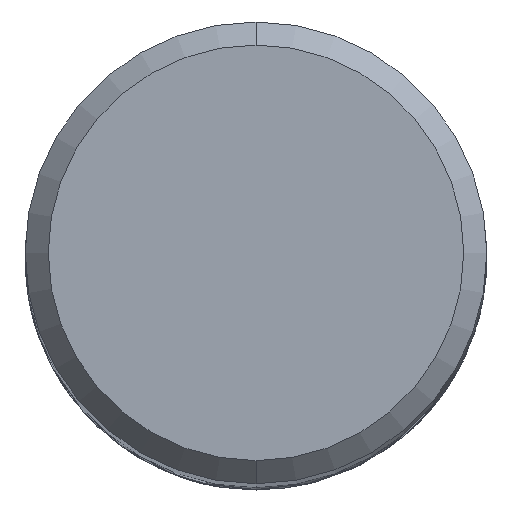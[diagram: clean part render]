
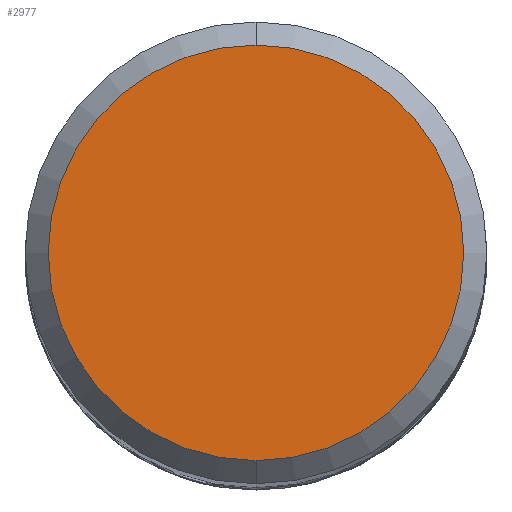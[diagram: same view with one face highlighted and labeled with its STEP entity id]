
A CAD part, top view. The second image highlights one B-rep face of the part: STEP entity #2977.
In plain terms, the highlighted planar face has unit normal (0, 0, 1).
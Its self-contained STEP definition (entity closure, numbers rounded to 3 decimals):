
#1329=EDGE_CURVE('',#2525,#1437,#3360,.T.);
#1437=VERTEX_POINT('',#3477);
#1759=EDGE_CURVE('',#1437,#2525,#3827,.T.);
#2525=VERTEX_POINT('',#4659);
#2977=ADVANCED_FACE('',(#5150),#5151,.T.);
#3360=CIRCLE('',#7730,3.6);
#3477=CARTESIAN_POINT('',(0.,-3.6,0.0));
#3827=CIRCLE('',#11710,3.6);
#4659=CARTESIAN_POINT('',(0.0,3.6,0.0));
#5150=FACE_OUTER_BOUND('',#22066,.T.);
#5151=PLANE('',#22067);
#7730=AXIS2_PLACEMENT_3D('',#22722,#22723,#22724);
#11710=AXIS2_PLACEMENT_3D('',#23216,#23217,#23218);
#22066=EDGE_LOOP('',(#24576,#24577));
#22067=AXIS2_PLACEMENT_3D('',#24578,#24579,#24580);
#22722=CARTESIAN_POINT('',(0.0,0.0,0.0));
#22723=DIRECTION('',(0.0,0.0,-1.0));
#22724=DIRECTION('',(0.0,1.0,0.0));
#23216=CARTESIAN_POINT('',(0.0,0.0,0.0));
#23217=DIRECTION('',(0.0,0.0,-1.0));
#23218=DIRECTION('',(0.0,1.0,0.0));
#24576=ORIENTED_EDGE('',*,*,#1329,.F.);
#24577=ORIENTED_EDGE('',*,*,#1759,.F.);
#24578=CARTESIAN_POINT('',(0.0,1.8,0.0));
#24579=DIRECTION('',(-0.0,0.0,1.0));
#24580=DIRECTION('',(0.0,-1.0,0.0));
